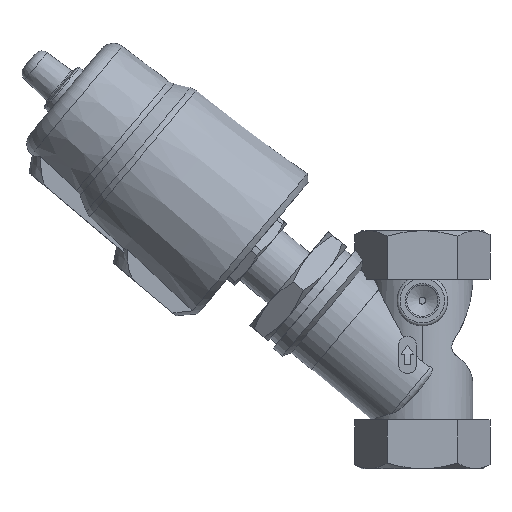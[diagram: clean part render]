
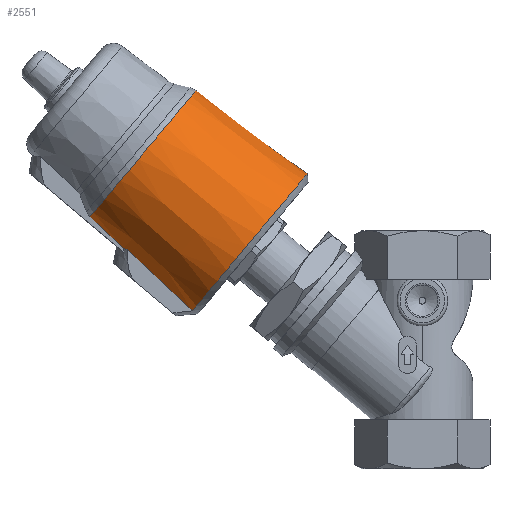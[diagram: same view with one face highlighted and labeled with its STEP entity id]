
A CAD part, left-side view. The second image highlights one B-rep face of the part: STEP entity #2551.
In plain terms, the highlighted conical face has half-angle 3 degrees and reference radius 28.445 mm.
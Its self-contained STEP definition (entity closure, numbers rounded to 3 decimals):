
#58=CONICAL_SURFACE('',#2822,28.445,0.052);
#481=B_SPLINE_CURVE_WITH_KNOTS('',3,(#4273,#4274,#4275,#4276,#4277,#4278,
#4279,#4280,#4281,#4282,#4283,#4284,#4285,#4286,#4287,#4288,#4289,#4290,
#4291,#4292,#4293,#4294,#4295,#4296,#4297,#4298,#4299,#4300,#4301,#4302,
#4303,#4304,#4305,#4306,#4307,#4308,#4309,#4310,#4311,#4312,#4313,#4314,
#4315),.UNSPECIFIED.,.F.,.F.,(4,1,1,1,1,1,1,1,1,1,1,1,1,1,1,1,1,1,1,1,1,
1,1,1,1,1,1,1,1,1,1,1,1,1,1,1,1,1,1,1,4),(0.107,0.112,
0.115,0.118,0.123,0.126,
0.129,0.131,0.134,0.137,
0.14,0.142,0.145,0.15,
0.153,0.156,0.161,0.164,
0.167,0.172,0.177,0.183,
0.188,0.194,0.199,0.205,
0.21,0.215,0.221,0.226,
0.232,0.237,0.243,0.248,
0.253,0.259,0.264,0.267,
0.27,0.275,0.28),.UNSPECIFIED.);
#495=B_SPLINE_CURVE_WITH_KNOTS('',3,(#4453,#4454,#4455,#4456),
 .UNSPECIFIED.,.F.,.F.,(4,4),(0.057,0.073),
 .UNSPECIFIED.);
#498=B_SPLINE_CURVE_WITH_KNOTS('',3,(#4470,#4471,#4472,#4473),
 .UNSPECIFIED.,.F.,.F.,(4,4),(0.057,0.073),
 .UNSPECIFIED.);
#500=B_SPLINE_CURVE_WITH_KNOTS('',3,(#4480,#4481,#4482,#4483),
 .UNSPECIFIED.,.F.,.F.,(4,4),(0.,0.002),
 .UNSPECIFIED.);
#503=B_SPLINE_CURVE_WITH_KNOTS('',3,(#4503,#4504,#4505,#4506),
 .UNSPECIFIED.,.F.,.F.,(4,4),(0.02,0.022),
 .UNSPECIFIED.);
#504=B_SPLINE_CURVE_WITH_KNOTS('',3,(#4513,#4514,#4515,#4516),
 .UNSPECIFIED.,.F.,.F.,(4,4),(0.001,0.031),
 .UNSPECIFIED.);
#505=B_SPLINE_CURVE_WITH_KNOTS('',3,(#4518,#4519,#4520,#4521),
 .UNSPECIFIED.,.F.,.F.,(4,4),(0.001,0.031),
 .UNSPECIFIED.);
#843=ORIENTED_EDGE('',*,*,#1505,.T.);
#844=ORIENTED_EDGE('',*,*,#1454,.T.);
#845=ORIENTED_EDGE('',*,*,#1506,.F.);
#846=ORIENTED_EDGE('',*,*,#1497,.T.);
#847=ORIENTED_EDGE('',*,*,#1495,.F.);
#848=ORIENTED_EDGE('',*,*,#1493,.T.);
#849=ORIENTED_EDGE('',*,*,#1491,.T.);
#850=ORIENTED_EDGE('',*,*,#1501,.T.);
#1454=EDGE_CURVE('',#1797,#1796,#481,.T.);
#1491=EDGE_CURVE('',#1826,#1825,#495,.T.);
#1493=EDGE_CURVE('',#1827,#1826,#2007,.T.);
#1495=EDGE_CURVE('',#1827,#1828,#498,.T.);
#1497=EDGE_CURVE('',#1829,#1828,#500,.T.);
#1501=EDGE_CURVE('',#1825,#1832,#503,.T.);
#1505=EDGE_CURVE('',#1832,#1797,#504,.T.);
#1506=EDGE_CURVE('',#1829,#1796,#505,.T.);
#1796=VERTEX_POINT('',#4272);
#1797=VERTEX_POINT('',#4316);
#1825=VERTEX_POINT('',#4452);
#1826=VERTEX_POINT('',#4457);
#1827=VERTEX_POINT('',#4464);
#1828=VERTEX_POINT('',#4474);
#1829=VERTEX_POINT('',#4484);
#1832=VERTEX_POINT('',#4502);
#2007=CIRCLE('',#2814,28.445);
#2122=EDGE_LOOP('',(#843,#844,#845,#846,#847,#848,#849,#850));
#2333=FACE_BOUND('',#2122,.T.);
#2551=ADVANCED_FACE('',(#2333),#58,.T.);
#2814=AXIS2_PLACEMENT_3D('',#4463,#3288,#3289);
#2822=AXIS2_PLACEMENT_3D('',#4522,#3306,#3307);
#3288=DIRECTION('',(0.643,-0.766,0.));
#3289=DIRECTION('',(0.766,0.643,0.));
#3306=DIRECTION('',(0.643,-0.766,0.));
#3307=DIRECTION('',(0.766,0.643,0.));
#4272=CARTESIAN_POINT('',(-53.064,77.317,10.));
#4273=CARTESIAN_POINT('',(-53.064,77.317,-10.));
#4274=CARTESIAN_POINT('',(-53.511,76.942,-11.705));
#4275=CARTESIAN_POINT('',(-54.349,76.238,-14.182));
#4276=CARTESIAN_POINT('',(-55.812,75.01,-17.301));
#4277=CARTESIAN_POINT('',(-57.455,73.632,-20.196));
#4278=CARTESIAN_POINT('',(-59.382,72.015,-22.802));
#4279=CARTESIAN_POINT('',(-61.574,70.175,-25.07));
#4280=CARTESIAN_POINT('',(-63.303,68.725,-26.554));
#4281=CARTESIAN_POINT('',(-65.123,67.197,-27.838));
#4282=CARTESIAN_POINT('',(-67.046,65.584,-28.92));
#4283=CARTESIAN_POINT('',(-69.031,63.918,-29.774));
#4284=CARTESIAN_POINT('',(-71.045,62.228,-30.391));
#4285=CARTESIAN_POINT('',(-73.094,60.509,-30.779));
#4286=CARTESIAN_POINT('',(-75.889,58.163,-30.982));
#4287=CARTESIAN_POINT('',(-78.651,55.845,-30.702));
#4288=CARTESIAN_POINT('',(-81.353,53.577,-29.959));
#4289=CARTESIAN_POINT('',(-84.035,51.327,-28.891));
#4290=CARTESIAN_POINT('',(-86.547,49.219,-27.392));
#4291=CARTESIAN_POINT('',(-88.893,47.25,-25.477));
#4292=CARTESIAN_POINT('',(-91.13,45.374,-23.268));
#4293=CARTESIAN_POINT('',(-93.577,43.32,-20.112));
#4294=CARTESIAN_POINT('',(-96.011,41.277,-15.623));
#4295=CARTESIAN_POINT('',(-97.773,39.799,-10.737));
#4296=CARTESIAN_POINT('',(-98.875,38.874,-5.442));
#4297=CARTESIAN_POINT('',(-99.241,38.567,0.007));
#4298=CARTESIAN_POINT('',(-98.876,38.874,5.433));
#4299=CARTESIAN_POINT('',(-97.774,39.798,10.733));
#4300=CARTESIAN_POINT('',(-96.013,41.276,15.619));
#4301=CARTESIAN_POINT('',(-93.58,43.318,20.108));
#4302=CARTESIAN_POINT('',(-90.64,45.785,23.901));
#4303=CARTESIAN_POINT('',(-87.17,48.696,27.024));
#4304=CARTESIAN_POINT('',(-83.411,51.851,29.263));
#4305=CARTESIAN_POINT('',(-79.329,55.276,30.637));
#4306=CARTESIAN_POINT('',(-75.208,58.734,31.05));
#4307=CARTESIAN_POINT('',(-71.016,62.252,30.507));
#4308=CARTESIAN_POINT('',(-67.035,65.593,29.042));
#4309=CARTESIAN_POINT('',(-63.244,68.774,26.649));
#4310=CARTESIAN_POINT('',(-60.455,71.114,24.015));
#4311=CARTESIAN_POINT('',(-58.417,72.824,21.499));
#4312=CARTESIAN_POINT('',(-56.587,74.36,18.798));
#4313=CARTESIAN_POINT('',(-54.646,75.989,15.048));
#4314=CARTESIAN_POINT('',(-53.51,76.942,11.704));
#4315=CARTESIAN_POINT('',(-53.064,77.317,10.));
#4316=CARTESIAN_POINT('',(-53.064,77.317,-10.));
#4452=CARTESIAN_POINT('',(-74.029,100.387,-8.5));
#4453=CARTESIAN_POINT('',(-84.675,111.747,-8.5));
#4454=CARTESIAN_POINT('',(-81.126,107.961,-8.5));
#4455=CARTESIAN_POINT('',(-77.577,104.174,-8.5));
#4456=CARTESIAN_POINT('',(-74.029,100.387,-8.5));
#4457=CARTESIAN_POINT('',(-84.675,111.747,-8.5));
#4463=CARTESIAN_POINT('',(-105.47,94.298,0.));
#4464=CARTESIAN_POINT('',(-84.675,111.747,8.5));
#4470=CARTESIAN_POINT('',(-84.675,111.747,8.5));
#4471=CARTESIAN_POINT('',(-81.126,107.961,8.5));
#4472=CARTESIAN_POINT('',(-77.577,104.174,8.5));
#4473=CARTESIAN_POINT('',(-74.029,100.387,8.5));
#4474=CARTESIAN_POINT('',(-74.029,100.387,8.5));
#4480=CARTESIAN_POINT('',(-73.692,99.299,10.));
#4481=CARTESIAN_POINT('',(-73.821,99.69,9.52));
#4482=CARTESIAN_POINT('',(-73.932,100.052,9.02));
#4483=CARTESIAN_POINT('',(-74.029,100.387,8.5));
#4484=CARTESIAN_POINT('',(-73.692,99.299,10.));
#4502=CARTESIAN_POINT('',(-73.692,99.299,-10.));
#4503=CARTESIAN_POINT('',(-74.029,100.387,-8.5));
#4504=CARTESIAN_POINT('',(-73.931,100.051,-9.022));
#4505=CARTESIAN_POINT('',(-73.82,99.688,-9.523));
#4506=CARTESIAN_POINT('',(-73.692,99.299,-10.));
#4513=CARTESIAN_POINT('',(-73.692,99.299,-10.));
#4514=CARTESIAN_POINT('',(-66.815,91.973,-10.));
#4515=CARTESIAN_POINT('',(-59.939,84.645,-10.));
#4516=CARTESIAN_POINT('',(-53.064,77.317,-10.));
#4518=CARTESIAN_POINT('',(-73.692,99.299,10.));
#4519=CARTESIAN_POINT('',(-66.815,91.973,10.));
#4520=CARTESIAN_POINT('',(-59.939,84.645,10.));
#4521=CARTESIAN_POINT('',(-53.064,77.317,10.));
#4522=CARTESIAN_POINT('',(-105.47,94.298,0.));
